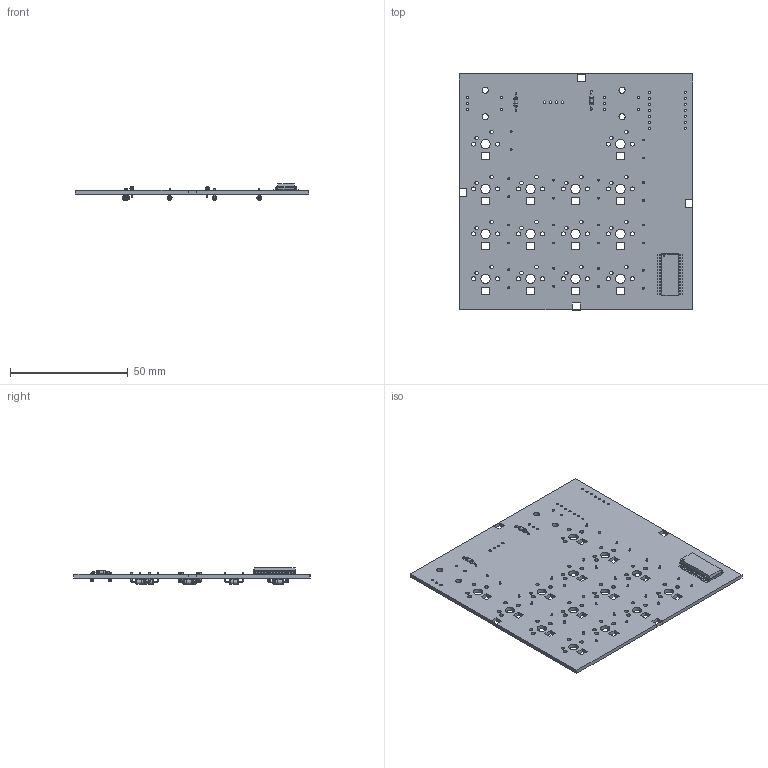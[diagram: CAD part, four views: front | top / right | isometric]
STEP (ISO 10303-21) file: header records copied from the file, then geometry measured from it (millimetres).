
FILE_DESCRIPTION(('KiCad electronic assembly'),'2;1');
FILE_NAME('Hackpad.step','2025-02-15T21:17:27',('Pcbnew'),('Kicad'), 'Open CASCADE STEP processor 7.6','KiCad to STEP converter','Unknown' );
FILE_SCHEMA(('AUTOMOTIVE_DESIGN { 1 0 10303 214 1 1 1 1 }'));
Length unit declared in the file: millimetre
Products named in the file (10): Hackpad 1; SOIC-28W_7.5x17.9mm_P1.27mm; SOIC_28W_75x179mm_P127mm; R_Axial_DIN0204_L3.6mm_D1.6mm_P7.62mm_Horizontal; R_Axial_DIN0204_L36mm_D16mm_P762mm_Horizontal; D_DO-35_SOD27_P7.62mm_Horizontal; untitled_PCB_1; untitled_PCB_2; untitled_PCB_3
Assembly tree (23 placements, depth 3):
  Hackpad 1
    SOIC-28W_7.5x17.9mm_P1.27mm
      SOIC_28W_75x179mm_P127mm
    R_Axial_DIN0204_L3.6mm_D1.6mm_P7.62mm_Horizontal  x2
      R_Axial_DIN0204_L36mm_D16mm_P762mm_Horizontal
    D_DO-35_SOD27_P7.62mm_Horizontal  x14
      D_DO-35_SOD27_P7.62mm_Horizontal
    untitled_PCB_1
    untitled_PCB_2
    untitled_PCB_3
Bounding box: 99.03 x 100.05 x 6.96 mm (x, y, z)
Volume: 15557 mm3; surface area: 22083.5 mm2
Topology: 34 solids, 34 shells, 938 faces, 2267 edges, 1434 vertices
Faces by surface type: plane 477, cylinder 345, torus 64, bspline 52
Full cylindrical faces by diameter (mm): 0.5 x50, 0.6 x1, 0.7 x4, 0.8 x28, 0.889 x14, 1 x14, 1.44 x2, 1.5 x28, 1.6 x4, 1.7 x28, 2 x28, 2.02 x14, 2.6 x4, 4 x14
Entity records: 26548 total; most frequent: CARTESIAN_POINT 4089, ORIENTED_EDGE 3856, DIRECTION 3798, EDGE_CURVE 1928, LINE 1364, VECTOR 1364, VERTEX_POINT 1236, AXIS2_PLACEMENT_3D 1217
